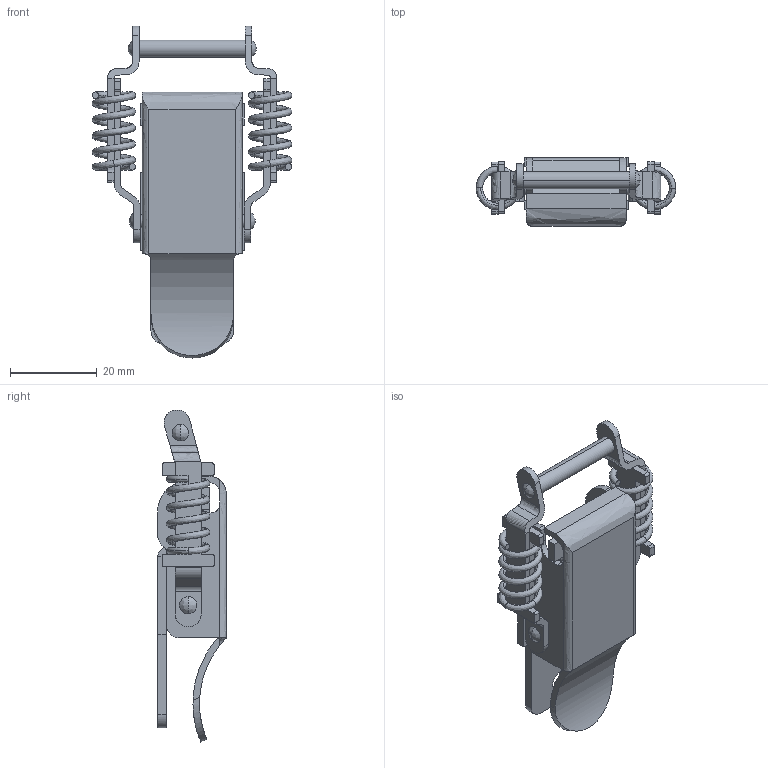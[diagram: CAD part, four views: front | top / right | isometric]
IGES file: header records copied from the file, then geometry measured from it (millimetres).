
Start section: ------------------------------------------------------------------------
Global section: file name: PC019.69172.TL_207SUS_1_H_32586.igs; native system: spGate; preprocessor: ver19.8.4 (****-****-****-****); author: Unknown; organization: Unknown; date: 250424.183025; units: millimetre
Bounding box: 46 x 15.8 x 76.5 mm (x, y, z)
Volume: 8209.6 mm3; surface area: 12151 mm2
Topology: 6 solids, 6 shells, 219 faces, 605 edges, 398 vertices
Faces by surface type: bspline 219
